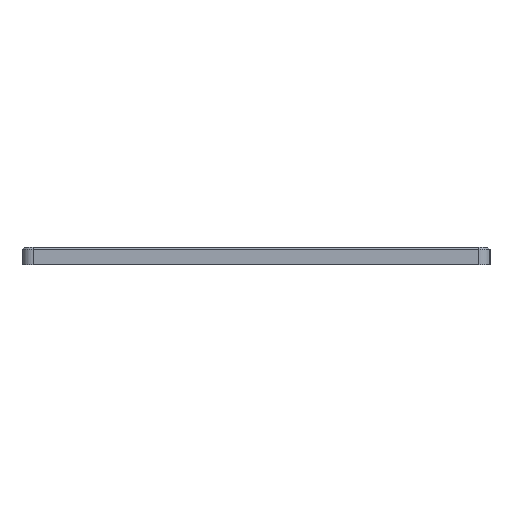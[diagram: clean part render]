
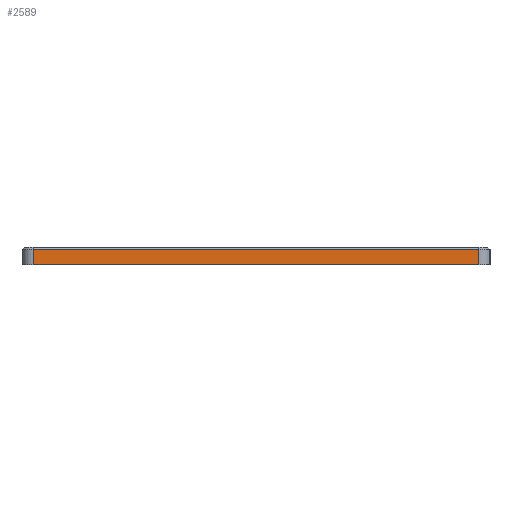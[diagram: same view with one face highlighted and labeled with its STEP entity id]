
A CAD part, left-side view. The second image highlights one B-rep face of the part: STEP entity #2589.
In plain terms, the highlighted planar face has unit normal (-1, 0, 0).
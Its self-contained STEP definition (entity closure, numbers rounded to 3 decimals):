
#416 = VERTEX_POINT('',#417);
#417 = CARTESIAN_POINT('',(-200.,76.449,0.));
#424 = EDGE_CURVE('',#425,#416,#427,.T.);
#425 = VERTEX_POINT('',#426);
#426 = CARTESIAN_POINT('',(-200.,-123.551,0.));
#427 = LINE('',#428,#429);
#428 = CARTESIAN_POINT('',(-200.,-123.551,0.));
#429 = VECTOR('',#430,1.);
#430 = DIRECTION('',(0.,1.,0.));
#2546 = VERTEX_POINT('',#2547);
#2547 = CARTESIAN_POINT('',(-200.,76.449,7.));
#2554 = EDGE_CURVE('',#416,#2546,#2555,.T.);
#2555 = LINE('',#2556,#2557);
#2556 = CARTESIAN_POINT('',(-200.,76.449,0.));
#2557 = VECTOR('',#2558,1.);
#2558 = DIRECTION('',(0.,0.,1.));
#2589 = ADVANCED_FACE('',(#2590),#2608,.T.);
#2590 = FACE_BOUND('',#2591,.T.);
#2591 = EDGE_LOOP('',(#2592,#2600,#2606,#2607));
#2592 = ORIENTED_EDGE('',*,*,#2593,.T.);
#2593 = EDGE_CURVE('',#425,#2594,#2596,.T.);
#2594 = VERTEX_POINT('',#2595);
#2595 = CARTESIAN_POINT('',(-200.,-123.551,7.));
#2596 = LINE('',#2597,#2598);
#2597 = CARTESIAN_POINT('',(-200.,-123.551,0.));
#2598 = VECTOR('',#2599,1.);
#2599 = DIRECTION('',(0.,0.,1.));
#2600 = ORIENTED_EDGE('',*,*,#2601,.T.);
#2601 = EDGE_CURVE('',#2594,#2546,#2602,.T.);
#2602 = LINE('',#2603,#2604);
#2603 = CARTESIAN_POINT('',(-200.,-123.551,7.));
#2604 = VECTOR('',#2605,1.);
#2605 = DIRECTION('',(0.,1.,0.));
#2606 = ORIENTED_EDGE('',*,*,#2554,.F.);
#2607 = ORIENTED_EDGE('',*,*,#424,.F.);
#2608 = PLANE('',#2609);
#2609 = AXIS2_PLACEMENT_3D('',#2610,#2611,#2612);
#2610 = CARTESIAN_POINT('',(-200.,-123.551,0.));
#2611 = DIRECTION('',(-1.,0.,0.));
#2612 = DIRECTION('',(0.,1.,0.));
